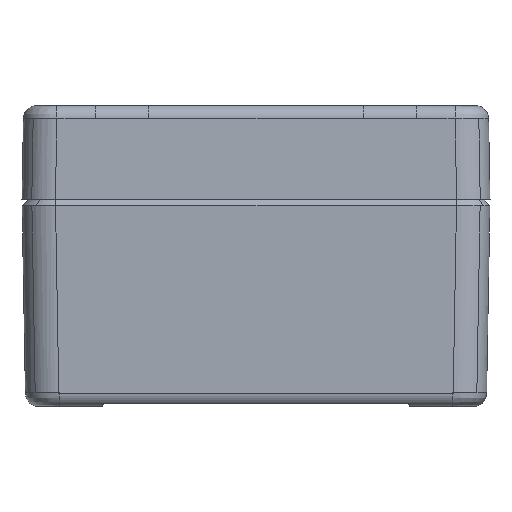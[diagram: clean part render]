
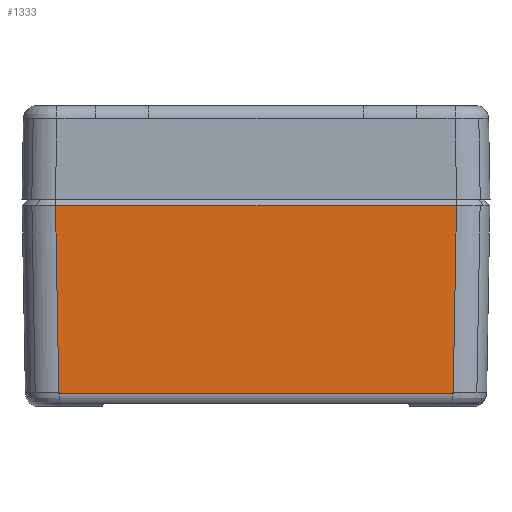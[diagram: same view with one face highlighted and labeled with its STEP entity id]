
A CAD part, front view. The second image highlights one B-rep face of the part: STEP entity #1333.
In plain terms, the highlighted planar face has unit normal (0, -1, -0.018).
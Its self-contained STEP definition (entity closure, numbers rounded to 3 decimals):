
#1293=AXIS2_PLACEMENT_3D('Plane Axis2P3D',#1290,#1291,#1292) ;
#893=CARTESIAN_POINT('Control Point',(5.507,0.508,1.902)) ;
#894=CARTESIAN_POINT('Control Point',(5.518,0.508,1.9)) ;
#895=CARTESIAN_POINT('Control Point',(5.53,0.508,1.899)) ;
#896=CARTESIAN_POINT('Control Point',(5.541,0.508,1.899)) ;
#897=CARTESIAN_POINT('Vertex',(5.507,0.508,1.902)) ;
#899=CARTESIAN_POINT('Vertex',(5.541,0.508,1.899)) ;
#903=CARTESIAN_POINT('Control Point',(5.505,0.506,2.027)) ;
#904=CARTESIAN_POINT('Control Point',(5.506,0.505,1.986)) ;
#905=CARTESIAN_POINT('Control Point',(5.506,0.506,1.944)) ;
#906=CARTESIAN_POINT('Control Point',(5.507,0.508,1.902)) ;
#907=CARTESIAN_POINT('Vertex',(5.505,0.506,2.027)) ;
#911=CARTESIAN_POINT('Control Point',(5.541,0.506,2.031)) ;
#912=CARTESIAN_POINT('Control Point',(5.529,0.506,2.031)) ;
#913=CARTESIAN_POINT('Control Point',(5.517,0.506,2.03)) ;
#914=CARTESIAN_POINT('Control Point',(5.505,0.506,2.027)) ;
#915=CARTESIAN_POINT('Vertex',(5.541,0.506,2.031)) ;
#919=CARTESIAN_POINT('Control Point',(5.541,0.506,2.031)) ;
#920=CARTESIAN_POINT('Control Point',(5.534,0.506,2.031)) ;
#921=CARTESIAN_POINT('Control Point',(5.527,0.506,2.031)) ;
#922=CARTESIAN_POINT('Control Point',(5.519,0.506,2.031)) ;
#923=CARTESIAN_POINT('Control Point',(5.512,0.506,2.031)) ;
#924=CARTESIAN_POINT('Control Point',(5.505,0.506,2.031)) ;
#925=CARTESIAN_POINT('Vertex',(5.505,0.506,2.031)) ;
#1104=CARTESIAN_POINT('Vertex',(64.495,0.506,2.031)) ;
#1108=CARTESIAN_POINT('Control Point',(64.495,0.506,2.031)) ;
#1109=CARTESIAN_POINT('Control Point',(64.488,0.506,2.031)) ;
#1110=CARTESIAN_POINT('Control Point',(64.481,0.506,2.031)) ;
#1111=CARTESIAN_POINT('Control Point',(64.473,0.506,2.031)) ;
#1112=CARTESIAN_POINT('Control Point',(64.466,0.506,2.031)) ;
#1113=CARTESIAN_POINT('Control Point',(64.459,0.506,2.031)) ;
#1114=CARTESIAN_POINT('Vertex',(64.459,0.506,2.031)) ;
#1118=CARTESIAN_POINT('Control Point',(64.459,0.506,2.031)) ;
#1119=CARTESIAN_POINT('Control Point',(64.471,0.506,2.031)) ;
#1120=CARTESIAN_POINT('Control Point',(64.483,0.506,2.03)) ;
#1121=CARTESIAN_POINT('Control Point',(64.495,0.506,2.027)) ;
#1122=CARTESIAN_POINT('Vertex',(64.495,0.506,2.027)) ;
#1126=CARTESIAN_POINT('Control Point',(64.493,0.508,1.902)) ;
#1127=CARTESIAN_POINT('Control Point',(64.494,0.506,1.944)) ;
#1128=CARTESIAN_POINT('Control Point',(64.494,0.505,1.986)) ;
#1129=CARTESIAN_POINT('Control Point',(64.495,0.506,2.027)) ;
#1130=CARTESIAN_POINT('Vertex',(64.493,0.508,1.902)) ;
#1134=CARTESIAN_POINT('Control Point',(64.493,0.508,1.902)) ;
#1135=CARTESIAN_POINT('Control Point',(64.482,0.508,1.9)) ;
#1136=CARTESIAN_POINT('Control Point',(64.47,0.508,1.899)) ;
#1137=CARTESIAN_POINT('Control Point',(64.459,0.508,1.899)) ;
#1138=CARTESIAN_POINT('Vertex',(64.459,0.508,1.899)) ;
#1290=CARTESIAN_POINT('Axis2P3D Location',(5.017,0.017,30.)) ;
#1295=CARTESIAN_POINT('Line Origine',(64.739,0.262,16.016)) ;
#1299=CARTESIAN_POINT('Vertex',(64.983,0.017,30.)) ;
#1302=CARTESIAN_POINT('Line Origine',(35.,0.017,30.)) ;
#1306=CARTESIAN_POINT('Vertex',(5.017,0.017,30.)) ;
#1309=CARTESIAN_POINT('Line Origine',(5.261,0.262,16.016)) ;
#1314=CARTESIAN_POINT('Line Origine',(35.,0.508,1.899)) ;
#1291=DIRECTION('Axis2P3D Direction',(0.,-1.,-0.017)) ;
#1292=DIRECTION('Axis2P3D XDirection',(0.,0.017,-1.)) ;
#1296=DIRECTION('Vector Direction',(-0.017,0.017,-1.)) ;
#1303=DIRECTION('Vector Direction',(1.,0.,0.)) ;
#1310=DIRECTION('Vector Direction',(0.017,0.017,-1.)) ;
#1315=DIRECTION('Vector Direction',(1.,0.,0.)) ;
#1297=VECTOR('Line Direction',#1296,1.) ;
#1304=VECTOR('Line Direction',#1303,1.) ;
#1311=VECTOR('Line Direction',#1310,1.) ;
#1316=VECTOR('Line Direction',#1315,1.) ;
#1320=ORIENTED_EDGE('',*,*,#1124,.F.) ;
#1321=ORIENTED_EDGE('',*,*,#1116,.F.) ;
#1322=ORIENTED_EDGE('',*,*,#1301,.T.) ;
#1323=ORIENTED_EDGE('',*,*,#1308,.T.) ;
#1324=ORIENTED_EDGE('',*,*,#1313,.T.) ;
#1325=ORIENTED_EDGE('',*,*,#927,.F.) ;
#1326=ORIENTED_EDGE('',*,*,#917,.T.) ;
#1327=ORIENTED_EDGE('',*,*,#909,.T.) ;
#1328=ORIENTED_EDGE('',*,*,#901,.T.) ;
#1329=ORIENTED_EDGE('',*,*,#1318,.T.) ;
#1330=ORIENTED_EDGE('',*,*,#1140,.F.) ;
#1331=ORIENTED_EDGE('',*,*,#1132,.T.) ;
#1333=ADVANCED_FACE('Body',(#1332),#1294,.T.) ;
#892=B_SPLINE_CURVE_WITH_KNOTS('',3,(#893,#894,#895,#896),.UNSPECIFIED.,.F.,.U.,(4,4),(0.,0.047),.UNSPECIFIED.) ;
#902=B_SPLINE_CURVE_WITH_KNOTS('',3,(#903,#904,#905,#906),.UNSPECIFIED.,.F.,.U.,(4,4),(0.,0.219),.UNSPECIFIED.) ;
#910=B_SPLINE_CURVE_WITH_KNOTS('',3,(#911,#912,#913,#914),.UNSPECIFIED.,.F.,.U.,(4,4),(0.,0.05),.UNSPECIFIED.) ;
#1117=B_SPLINE_CURVE_WITH_KNOTS('',3,(#1118,#1119,#1120,#1121),.UNSPECIFIED.,.F.,.U.,(4,4),(0.,0.05),.UNSPECIFIED.) ;
#1125=B_SPLINE_CURVE_WITH_KNOTS('',3,(#1126,#1127,#1128,#1129),.UNSPECIFIED.,.F.,.U.,(4,4),(0.,0.219),.UNSPECIFIED.) ;
#1133=B_SPLINE_CURVE_WITH_KNOTS('',3,(#1134,#1135,#1136,#1137),.UNSPECIFIED.,.F.,.U.,(4,4),(0.,0.047),.UNSPECIFIED.) ;
#901=EDGE_CURVE('',#898,#900,#892,.T.) ;
#909=EDGE_CURVE('',#908,#898,#902,.T.) ;
#917=EDGE_CURVE('',#916,#908,#910,.T.) ;
#927=EDGE_CURVE('',#916,#926,#918,.T.) ;
#1116=EDGE_CURVE('',#1105,#1115,#1107,.T.) ;
#1124=EDGE_CURVE('',#1115,#1123,#1117,.T.) ;
#1132=EDGE_CURVE('',#1131,#1123,#1125,.T.) ;
#1140=EDGE_CURVE('',#1131,#1139,#1133,.T.) ;
#1301=EDGE_CURVE('',#1105,#1300,#1298,.F.) ;
#1308=EDGE_CURVE('',#1300,#1307,#1305,.F.) ;
#1313=EDGE_CURVE('',#1307,#926,#1312,.T.) ;
#1318=EDGE_CURVE('',#900,#1139,#1317,.T.) ;
#1319=EDGE_LOOP('',(#1320,#1321,#1322,#1323,#1324,#1325,#1326,#1327,#1328,#1329,#1330,#1331)) ;
#1332=FACE_OUTER_BOUND('',#1319,.T.) ;
#1298=LINE('Line',#1295,#1297) ;
#1305=LINE('Line',#1302,#1304) ;
#1312=LINE('Line',#1309,#1311) ;
#1317=LINE('Line',#1314,#1316) ;
#1294=PLANE('',#1293) ;
#898=VERTEX_POINT('',#897) ;
#900=VERTEX_POINT('',#899) ;
#908=VERTEX_POINT('',#907) ;
#916=VERTEX_POINT('',#915) ;
#926=VERTEX_POINT('',#925) ;
#1105=VERTEX_POINT('',#1104) ;
#1115=VERTEX_POINT('',#1114) ;
#1123=VERTEX_POINT('',#1122) ;
#1131=VERTEX_POINT('',#1130) ;
#1139=VERTEX_POINT('',#1138) ;
#1300=VERTEX_POINT('',#1299) ;
#1307=VERTEX_POINT('',#1306) ;
#918=(BOUNDED_CURVE()B_SPLINE_CURVE(5,(#919,#920,#921,#922,#923,#924),.UNSPECIFIED.,.F.,.U.)B_SPLINE_CURVE_WITH_KNOTS((6,6),(0.,0.033),.UNSPECIFIED.)CURVE()GEOMETRIC_REPRESENTATION_ITEM()RATIONAL_B_SPLINE_CURVE((1.,1.,1.,1.,1.,1.))REPRESENTATION_ITEM('')) ;
#1107=(BOUNDED_CURVE()B_SPLINE_CURVE(5,(#1108,#1109,#1110,#1111,#1112,#1113),.UNSPECIFIED.,.F.,.U.)B_SPLINE_CURVE_WITH_KNOTS((6,6),(7.201,7.234),.UNSPECIFIED.)CURVE()GEOMETRIC_REPRESENTATION_ITEM()RATIONAL_B_SPLINE_CURVE((1.,1.,1.,1.,1.,1.))REPRESENTATION_ITEM('')) ;
